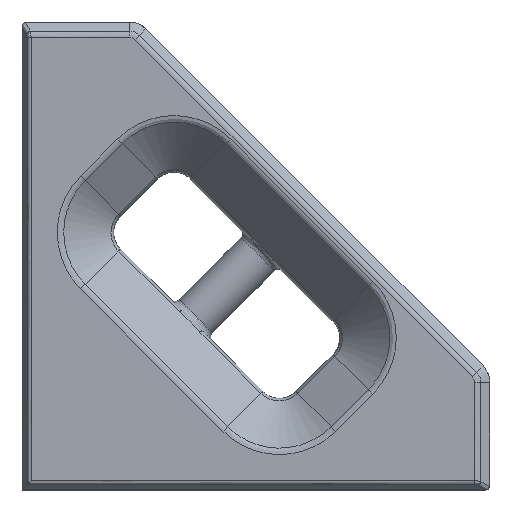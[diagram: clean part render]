
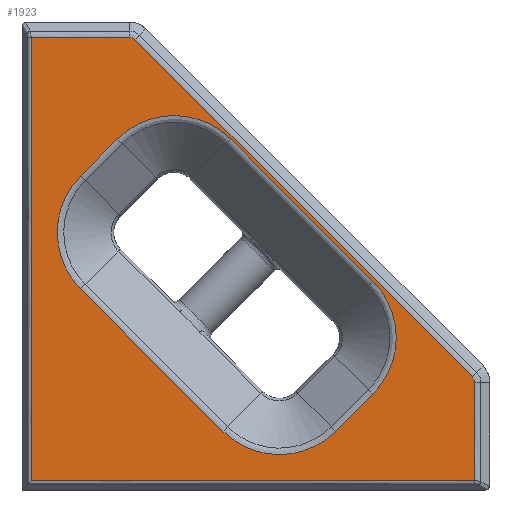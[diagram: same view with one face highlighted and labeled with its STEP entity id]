
A CAD part, top view. The second image highlights one B-rep face of the part: STEP entity #1923.
In plain terms, the highlighted free-form (B-spline) face has degree [1, 1] with [2, 2] control points.
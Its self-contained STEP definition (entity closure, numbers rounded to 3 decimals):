
#1697 = VERTEX_POINT('',#1698);
#1698 = CARTESIAN_POINT('',(408.012,90.78,
    215.433));
#1704 = EDGE_CURVE('',#1697,#1705,#1707,.T.);
#1705 = VERTEX_POINT('',#1706);
#1706 = CARTESIAN_POINT('',(103.549,90.78,
    215.433));
#1707 = B_SPLINE_CURVE_WITH_KNOTS('',1,(#1708,#1709),.UNSPECIFIED.,.F.,
  .F.,(2,2),(-183.529,59.1),.PIECEWISE_BEZIER_KNOTS.);
#1708 = CARTESIAN_POINT('',(408.012,90.78,
    215.433));
#1709 = CARTESIAN_POINT('',(103.549,90.78,
    215.433));
#1737 = VERTEX_POINT('',#1738);
#1738 = CARTESIAN_POINT('',(103.549,395.235,
    215.433));
#1774 = EDGE_CURVE('',#1705,#1737,#1775,.T.);
#1775 = B_SPLINE_CURVE_WITH_KNOTS('',1,(#1776,#1777),.UNSPECIFIED.,.F.,
  .F.,(2,2),(-59.093,183.529),.PIECEWISE_BEZIER_KNOTS.);
#1776 = CARTESIAN_POINT('',(103.549,90.78,
    215.433));
#1777 = CARTESIAN_POINT('',(103.549,395.235,
    215.433));
#1903 = EDGE_CURVE('',#1737,#1904,#1906,.T.);
#1904 = VERTEX_POINT('',#1905);
#1905 = CARTESIAN_POINT('',(171.057,395.235,
    215.433));
#1906 = B_SPLINE_CURVE_WITH_KNOTS('',1,(#1907,#1908),.UNSPECIFIED.,.F.,
  .F.,(2,2),(-91.1,-37.302),.PIECEWISE_BEZIER_KNOTS.);
#1907 = CARTESIAN_POINT('',(103.549,395.235,
    215.433));
#1908 = CARTESIAN_POINT('',(171.057,395.235,
    215.433));
#1923 = ADVANCED_FACE('',(#1924,#1957),#2019,.T.);
#1924 = FACE_BOUND('',#1925,.T.);
#1925 = EDGE_LOOP('',(#1926,#1927,#1928,#1935,#1943,#1950,#1956));
#1926 = ORIENTED_EDGE('',*,*,#1774,.F.);
#1927 = ORIENTED_EDGE('',*,*,#1704,.F.);
#1928 = ORIENTED_EDGE('',*,*,#1929,.F.);
#1929 = EDGE_CURVE('',#1930,#1697,#1932,.T.);
#1930 = VERTEX_POINT('',#1931);
#1931 = CARTESIAN_POINT('',(408.012,158.28,
    215.433));
#1932 = B_SPLINE_CURVE_WITH_KNOTS('',1,(#1933,#1934),.UNSPECIFIED.,.F.,
  .F.,(2,2),(51.976,105.767),.PIECEWISE_BEZIER_KNOTS.);
#1933 = CARTESIAN_POINT('',(408.012,158.28,
    215.433));
#1934 = CARTESIAN_POINT('',(408.012,90.78,
    215.433));
#1935 = ORIENTED_EDGE('',*,*,#1936,.F.);
#1936 = EDGE_CURVE('',#1937,#1930,#1939,.T.);
#1937 = VERTEX_POINT('',#1938);
#1938 = CARTESIAN_POINT('',(406.421,162.121,
    215.433));
#1939 = ( BOUNDED_CURVE() B_SPLINE_CURVE(2,(#1940,#1941,#1942),
.UNSPECIFIED.,.F.,.F.) B_SPLINE_CURVE_WITH_KNOTS((3,3),(5.89,
6.676),.PIECEWISE_BEZIER_KNOTS.) CURVE() 
GEOMETRIC_REPRESENTATION_ITEM() RATIONAL_B_SPLINE_CURVE((1.,
0.924,1.)) REPRESENTATION_ITEM('') );
#1940 = CARTESIAN_POINT('',(406.421,162.121,
    215.433));
#1941 = CARTESIAN_POINT('',(408.012,160.53,
    215.433));
#1942 = CARTESIAN_POINT('',(408.012,158.28,
    215.433));
#1943 = ORIENTED_EDGE('',*,*,#1944,.F.);
#1944 = EDGE_CURVE('',#1945,#1937,#1947,.T.);
#1945 = VERTEX_POINT('',#1946);
#1946 = CARTESIAN_POINT('',(174.898,393.644,
    215.433));
#1947 = B_SPLINE_CURVE_WITH_KNOTS('',1,(#1948,#1949),.UNSPECIFIED.,.F.,
  .F.,(2,2),(-97.847,163.078),.PIECEWISE_BEZIER_KNOTS.);
#1948 = CARTESIAN_POINT('',(174.898,393.644,
    215.433));
#1949 = CARTESIAN_POINT('',(406.421,162.121,
    215.433));
#1950 = ORIENTED_EDGE('',*,*,#1951,.F.);
#1951 = EDGE_CURVE('',#1904,#1945,#1952,.T.);
#1952 = ( BOUNDED_CURVE() B_SPLINE_CURVE(2,(#1953,#1954,#1955),
.UNSPECIFIED.,.F.,.F.) B_SPLINE_CURVE_WITH_KNOTS((3,3),(5.89,
6.676),.PIECEWISE_BEZIER_KNOTS.) CURVE() 
GEOMETRIC_REPRESENTATION_ITEM() RATIONAL_B_SPLINE_CURVE((1.,
0.924,1.)) REPRESENTATION_ITEM('') );
#1953 = CARTESIAN_POINT('',(171.057,395.235,
    215.433));
#1954 = CARTESIAN_POINT('',(173.307,395.235,
    215.433));
#1955 = CARTESIAN_POINT('',(174.898,393.644,
    215.433));
#1956 = ORIENTED_EDGE('',*,*,#1903,.F.);
#1957 = FACE_BOUND('',#1958,.T.);
#1958 = EDGE_LOOP('',(#1959,#1969,#1976,#1984,#1991,#1999,#2006,#2014));
#1959 = ORIENTED_EDGE('',*,*,#1960,.F.);
#1960 = EDGE_CURVE('',#1961,#1963,#1965,.T.);
#1961 = VERTEX_POINT('',#1962);
#1962 = CARTESIAN_POINT('',(137.582,300.056,
    215.433));
#1963 = VERTEX_POINT('',#1964);
#1964 = CARTESIAN_POINT('',(137.582,222.556,
    215.433));
#1965 = ( BOUNDED_CURVE() B_SPLINE_CURVE(2,(#1966,#1967,#1968),
.UNSPECIFIED.,.F.,.F.) B_SPLINE_CURVE_WITH_KNOTS((3,3),(5.498,
7.069),.PIECEWISE_BEZIER_KNOTS.) CURVE() 
GEOMETRIC_REPRESENTATION_ITEM() RATIONAL_B_SPLINE_CURVE((1.,
0.707,1.)) REPRESENTATION_ITEM('') );
#1966 = CARTESIAN_POINT('',(137.582,300.056,
    215.433));
#1967 = CARTESIAN_POINT('',(98.832,261.306,
    215.433));
#1968 = CARTESIAN_POINT('',(137.582,222.556,
    215.433));
#1969 = ORIENTED_EDGE('',*,*,#1970,.F.);
#1970 = EDGE_CURVE('',#1971,#1961,#1973,.T.);
#1971 = VERTEX_POINT('',#1972);
#1972 = CARTESIAN_POINT('',(163.053,325.527,
    215.433));
#1973 = B_SPLINE_CURVE_WITH_KNOTS('',1,(#1974,#1975),.UNSPECIFIED.,.F.,
  .F.,(2,2),(-0.971,27.735),.PIECEWISE_BEZIER_KNOTS.);
#1974 = CARTESIAN_POINT('',(163.053,325.527,
    215.433));
#1975 = CARTESIAN_POINT('',(137.582,300.056,
    215.433));
#1976 = ORIENTED_EDGE('',*,*,#1977,.F.);
#1977 = EDGE_CURVE('',#1978,#1971,#1980,.T.);
#1978 = VERTEX_POINT('',#1979);
#1979 = CARTESIAN_POINT('',(240.553,325.527,
    215.433));
#1980 = ( BOUNDED_CURVE() B_SPLINE_CURVE(2,(#1981,#1982,#1983),
.UNSPECIFIED.,.F.,.F.) B_SPLINE_CURVE_WITH_KNOTS((3,3),(5.498,
7.069),.PIECEWISE_BEZIER_KNOTS.) CURVE() 
GEOMETRIC_REPRESENTATION_ITEM() RATIONAL_B_SPLINE_CURVE((1.,
0.707,1.)) REPRESENTATION_ITEM('') );
#1981 = CARTESIAN_POINT('',(240.553,325.527,
    215.433));
#1982 = CARTESIAN_POINT('',(201.803,364.277,
    215.433));
#1983 = CARTESIAN_POINT('',(163.053,325.527,
    215.433));
#1984 = ORIENTED_EDGE('',*,*,#1985,.F.);
#1985 = EDGE_CURVE('',#1986,#1978,#1988,.T.);
#1986 = VERTEX_POINT('',#1987);
#1987 = CARTESIAN_POINT('',(338.304,227.776,
    215.433));
#1988 = B_SPLINE_CURVE_WITH_KNOTS('',1,(#1989,#1990),.UNSPECIFIED.,.F.,
  .F.,(2,2),(-68.853,41.312),.PIECEWISE_BEZIER_KNOTS.);
#1989 = CARTESIAN_POINT('',(338.304,227.776,
    215.433));
#1990 = CARTESIAN_POINT('',(240.553,325.527,
    215.433));
#1991 = ORIENTED_EDGE('',*,*,#1992,.F.);
#1992 = EDGE_CURVE('',#1993,#1986,#1995,.T.);
#1993 = VERTEX_POINT('',#1994);
#1994 = CARTESIAN_POINT('',(338.304,150.276,
    215.433));
#1995 = ( BOUNDED_CURVE() B_SPLINE_CURVE(2,(#1996,#1997,#1998),
.UNSPECIFIED.,.F.,.F.) B_SPLINE_CURVE_WITH_KNOTS((3,3),(5.498,
7.069),.PIECEWISE_BEZIER_KNOTS.) CURVE() 
GEOMETRIC_REPRESENTATION_ITEM() RATIONAL_B_SPLINE_CURVE((1.,
0.707,1.)) REPRESENTATION_ITEM('') );
#1996 = CARTESIAN_POINT('',(338.304,150.276,
    215.433));
#1997 = CARTESIAN_POINT('',(377.054,189.026,
    215.433));
#1998 = CARTESIAN_POINT('',(338.304,227.776,
    215.433));
#1999 = ORIENTED_EDGE('',*,*,#2000,.F.);
#2000 = EDGE_CURVE('',#2001,#1993,#2003,.T.);
#2001 = VERTEX_POINT('',#2002);
#2002 = CARTESIAN_POINT('',(312.833,124.805,
    215.433));
#2003 = B_SPLINE_CURVE_WITH_KNOTS('',1,(#2004,#2005),.UNSPECIFIED.,.F.,
  .F.,(2,2),(-34.912,-6.206),.PIECEWISE_BEZIER_KNOTS.);
#2004 = CARTESIAN_POINT('',(312.833,124.805,
    215.433));
#2005 = CARTESIAN_POINT('',(338.304,150.276,
    215.433));
#2006 = ORIENTED_EDGE('',*,*,#2007,.F.);
#2007 = EDGE_CURVE('',#2008,#2001,#2010,.T.);
#2008 = VERTEX_POINT('',#2009);
#2009 = CARTESIAN_POINT('',(235.333,124.805,
    215.433));
#2010 = ( BOUNDED_CURVE() B_SPLINE_CURVE(2,(#2011,#2012,#2013),
.UNSPECIFIED.,.F.,.F.) B_SPLINE_CURVE_WITH_KNOTS((3,3),(5.498,
7.069),.PIECEWISE_BEZIER_KNOTS.) CURVE() 
GEOMETRIC_REPRESENTATION_ITEM() RATIONAL_B_SPLINE_CURVE((1.,
0.707,1.)) REPRESENTATION_ITEM('') );
#2011 = CARTESIAN_POINT('',(235.333,124.805,
    215.433));
#2012 = CARTESIAN_POINT('',(274.083,86.055,
    215.433));
#2013 = CARTESIAN_POINT('',(312.833,124.805,
    215.433));
#2014 = ORIENTED_EDGE('',*,*,#2015,.F.);
#2015 = EDGE_CURVE('',#1963,#2008,#2016,.T.);
#2016 = B_SPLINE_CURVE_WITH_KNOTS('',1,(#2017,#2018),.UNSPECIFIED.,.F.,
  .F.,(2,2),(-68.853,41.312),.PIECEWISE_BEZIER_KNOTS.);
#2017 = CARTESIAN_POINT('',(137.582,222.556,
    215.433));
#2018 = CARTESIAN_POINT('',(235.333,124.805,
    215.433));
#2019 = B_SPLINE_SURFACE_WITH_KNOTS('',1,1,(
    (#2020,#2021)
    ,(#2022,#2023
    )),.UNSPECIFIED.,.F.,.F.,.F.,(2,2),(2,2),(-123.1,
    119.529),(-123.093,119.529),
  .PIECEWISE_BEZIER_KNOTS.);
#2020 = CARTESIAN_POINT('',(103.549,90.78,
    215.433));
#2021 = CARTESIAN_POINT('',(103.549,395.235,
    215.433));
#2022 = CARTESIAN_POINT('',(408.012,90.78,
    215.433));
#2023 = CARTESIAN_POINT('',(408.012,395.235,
    215.433));
